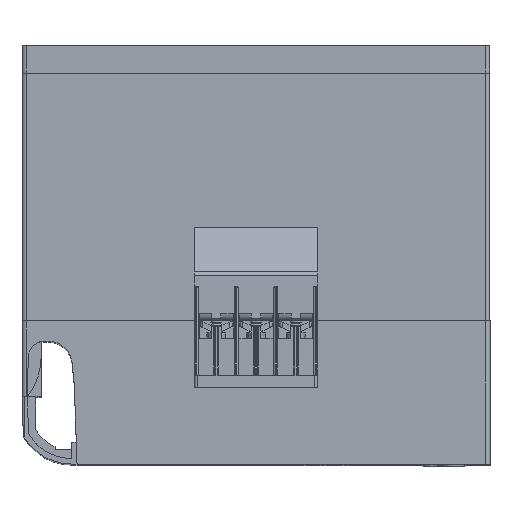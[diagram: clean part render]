
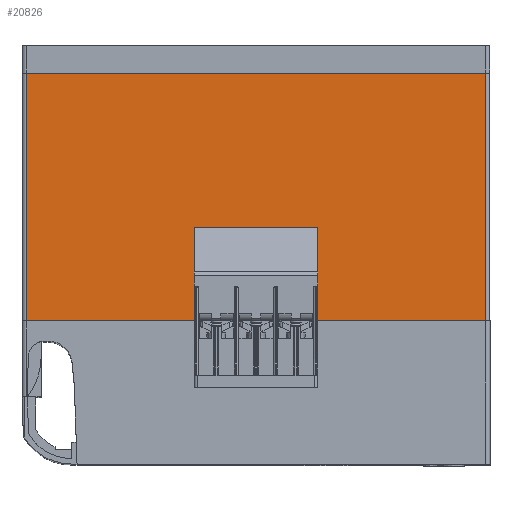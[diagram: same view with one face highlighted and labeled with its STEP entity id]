
A CAD part, top view. The second image highlights one B-rep face of the part: STEP entity #20826.
In plain terms, the highlighted planar face has unit normal (0, 0, 1).
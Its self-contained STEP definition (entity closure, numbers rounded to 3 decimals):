
#14192=EDGE_CURVE('',#20734,#16410,#41803,.T.);
#14298=VERTEX_POINT('',#41913);
#14950=EDGE_CURVE('',#21378,#26904,#42620,.T.);
#16212=EDGE_CURVE('',#17132,#33886,#43982,.T.);
#16298=EDGE_CURVE('',#14298,#16798,#44079,.T.);
#16410=VERTEX_POINT('',#44199);
#16798=VERTEX_POINT('',#44636);
#16894=VERTEX_POINT('',#44744);
#17132=VERTEX_POINT('',#45001);
#18860=EDGE_CURVE('',#28690,#33786,#46897,.T.);
#20400=EDGE_CURVE('',#16894,#28216,#48576,.T.);
#20734=VERTEX_POINT('',#48943);
#20826=ADVANCED_FACE('',(#49046,#49047),#49048,.T.);
#20950=EDGE_CURVE('',#22540,#29742,#49180,.T.);
#21378=VERTEX_POINT('',#49642);
#21620=EDGE_CURVE('',#16798,#30556,#49908,.T.);
#21744=EDGE_CURVE('',#31818,#29742,#50047,.T.);
#22540=VERTEX_POINT('',#50932);
#24352=VERTEX_POINT('',#52930);
#25886=EDGE_CURVE('',#39030,#24352,#54607,.T.);
#26708=EDGE_CURVE('',#24352,#28690,#55499,.T.);
#26904=VERTEX_POINT('',#55718);
#26924=EDGE_CURVE('',#33886,#20734,#55740,.T.);
#28216=VERTEX_POINT('',#57141);
#28292=VERTEX_POINT('',#57223);
#28690=VERTEX_POINT('',#57653);
#29742=VERTEX_POINT('',#58791);
#29888=EDGE_CURVE('',#33786,#39030,#58951,.T.);
#30556=VERTEX_POINT('',#59699);
#31620=EDGE_CURVE('',#28292,#31818,#60859,.T.);
#31688=EDGE_CURVE('',#30556,#22540,#60936,.T.);
#31818=VERTEX_POINT('',#61074);
#32722=EDGE_CURVE('',#16410,#41286,#62068,.T.);
#33786=VERTEX_POINT('',#63234);
#33886=VERTEX_POINT('',#63345);
#35760=EDGE_CURVE('',#26904,#17132,#65397,.T.);
#37324=EDGE_CURVE('',#21378,#28216,#67102,.T.);
#37536=EDGE_CURVE('',#41286,#14298,#67327,.T.);
#38048=EDGE_CURVE('',#16894,#28292,#67872,.T.);
#39030=VERTEX_POINT('',#68946);
#41286=VERTEX_POINT('',#71407);
#41803=LINE('',#72265,#72266);
#41913=CARTESIAN_POINT('',(18.9,-98.489,112.495));
#42620=LINE('',#73478,#73479);
#43982=LINE('',#75702,#75703);
#44079=LINE('',#75844,#75845);
#44199=CARTESIAN_POINT('',(-18.9,-87.6,112.495));
#44636=CARTESIAN_POINT('',(20.45,-98.489,112.495));
#44744=CARTESIAN_POINT('',(-83.495,-10.0,112.495));
#45001=CARTESIAN_POINT('',(-20.45,-99.989,112.495));
#46897=LINE('',#80163,#80164);
#48576=LINE('',#82759,#82760);
#48943=CARTESIAN_POINT('',(-18.9,-98.489,112.495));
#49046=FACE_BOUND('',#83469,.T.);
#49047=FACE_OUTER_BOUND('',#83470,.T.);
#49048=PLANE('',#83471);
#49180=LINE('',#83715,#83716);
#49642=CARTESIAN_POINT('',(-18.9,-100.0,112.495));
#49908=LINE('',#84867,#84868);
#50047=LINE('',#85096,#85097);
#50932=CARTESIAN_POINT('',(18.9,-99.989,112.495));
#52930=CARTESIAN_POINT('',(-22.5,-66.0,112.495));
#54607=LINE('',#92063,#92064);
#55499=LINE('',#93447,#93448);
#55718=CARTESIAN_POINT('',(-18.9,-99.989,112.495));
#55740=LINE('',#93877,#93878);
#57141=CARTESIAN_POINT('',(-83.495,-100.0,112.495));
#57223=CARTESIAN_POINT('',(83.495,-10.0,112.495));
#57653=CARTESIAN_POINT('',(22.5,-66.0,112.495));
#58791=CARTESIAN_POINT('',(18.9,-100.0,112.495));
#58951=LINE('',#99201,#99202);
#59699=CARTESIAN_POINT('',(20.45,-99.989,112.495));
#60859=LINE('',#102392,#102393);
#60936=LINE('',#102506,#102507);
#61074=CARTESIAN_POINT('',(83.495,-100.0,112.495));
#62068=LINE('',#104362,#104363);
#63234=CARTESIAN_POINT('',(22.5,-87.4,112.495));
#63345=CARTESIAN_POINT('',(-20.45,-98.489,112.495));
#65397=LINE('',#109671,#109672);
#67102=LINE('',#112579,#112580);
#67327=LINE('',#113024,#113025);
#67872=LINE('',#113845,#113846);
#68946=CARTESIAN_POINT('',(-22.5,-87.4,112.495));
#71407=CARTESIAN_POINT('',(18.9,-87.6,112.495));
#72265=CARTESIAN_POINT('',(-18.9,-43.8,112.495));
#72266=VECTOR('',#120306,1.0);
#73478=CARTESIAN_POINT('',(-18.9,-43.8,112.495));
#73479=VECTOR('',#121123,1.0);
#75702=CARTESIAN_POINT('',(-20.45,-48.829,112.495));
#75703=VECTOR('',#122478,1.0);
#75844=CARTESIAN_POINT('',(-37.573,-98.489,112.495));
#75845=VECTOR('',#122604,1.0);
#80163=CARTESIAN_POINT('',(22.5,-41.84,112.495));
#80164=VECTOR('',#126023,1.0);
#82759=CARTESIAN_POINT('',(-83.495,0.0,112.495));
#82760=VECTOR('',#127820,1.0);
#83469=EDGE_LOOP('',(#128336,#128337,#128338,#128339));
#83470=EDGE_LOOP('',(#128340,#128341,#128342,#128343,#128344,#128345,#128346,#128347,#128348,#128349,#128350,#128351,#128352,#128353,#128354,#128355));
#83471=AXIS2_PLACEMENT_3D('',#128356,#128357,#128358);
#83715=CARTESIAN_POINT('',(18.9,-50.25,112.495));
#83716=VECTOR('',#128477,1.0);
#84867=CARTESIAN_POINT('',(20.45,-48.829,112.495));
#84868=VECTOR('',#129206,1.0);
#85096=CARTESIAN_POINT('',(0.377,-100.0,112.495));
#85097=VECTOR('',#129370,1.0);
#92063=CARTESIAN_POINT('',(-22.5,-41.84,112.495));
#92064=VECTOR('',#134592,1.0);
#93447=CARTESIAN_POINT('',(-52.998,-66.0,112.495));
#93448=VECTOR('',#135516,1.0);
#93877=CARTESIAN_POINT('',(-51.973,-98.489,112.495));
#93878=VECTOR('',#135817,1.0);
#99201=CARTESIAN_POINT('',(-52.998,-87.4,112.495));
#99202=VECTOR('',#139121,1.0);
#102392=CARTESIAN_POINT('',(83.495,0.0,112.495));
#102393=VECTOR('',#141283,1.0);
#102506=CARTESIAN_POINT('',(-37.573,-99.989,112.495));
#102507=VECTOR('',#141382,1.0);
#104362=CARTESIAN_POINT('',(-30.798,-87.6,112.495));
#104363=VECTOR('',#142659,1.0);
#109671=CARTESIAN_POINT('',(-51.973,-99.989,112.495));
#109672=VECTOR('',#146208,1.0);
#112579=CARTESIAN_POINT('',(0.377,-100.0,112.495));
#112580=VECTOR('',#147984,1.0);
#113024=CARTESIAN_POINT('',(18.9,-50.25,112.495));
#113025=VECTOR('',#148165,1.0);
#113845=CARTESIAN_POINT('',(0.375,-10.0,112.495));
#113846=VECTOR('',#148647,1.0);
#120306=DIRECTION('',(0.0,1.0,-0.0));
#121123=DIRECTION('',(0.0,1.0,-0.0));
#122478=DIRECTION('',(0.0,1.0,0.0));
#122604=DIRECTION('',(1.0,0.0,0.0));
#126023=DIRECTION('',(0.0,-1.0,0.0));
#127820=DIRECTION('',(0.0,-1.0,0.0));
#128336=ORIENTED_EDGE('',*,*,#26708,.T.);
#128337=ORIENTED_EDGE('',*,*,#18860,.T.);
#128338=ORIENTED_EDGE('',*,*,#29888,.T.);
#128339=ORIENTED_EDGE('',*,*,#25886,.T.);
#128340=ORIENTED_EDGE('',*,*,#20950,.T.);
#128341=ORIENTED_EDGE('',*,*,#21744,.F.);
#128342=ORIENTED_EDGE('',*,*,#31620,.F.);
#128343=ORIENTED_EDGE('',*,*,#38048,.F.);
#128344=ORIENTED_EDGE('',*,*,#20400,.T.);
#128345=ORIENTED_EDGE('',*,*,#37324,.F.);
#128346=ORIENTED_EDGE('',*,*,#14950,.T.);
#128347=ORIENTED_EDGE('',*,*,#35760,.T.);
#128348=ORIENTED_EDGE('',*,*,#16212,.T.);
#128349=ORIENTED_EDGE('',*,*,#26924,.T.);
#128350=ORIENTED_EDGE('',*,*,#14192,.T.);
#128351=ORIENTED_EDGE('',*,*,#32722,.T.);
#128352=ORIENTED_EDGE('',*,*,#37536,.T.);
#128353=ORIENTED_EDGE('',*,*,#16298,.T.);
#128354=ORIENTED_EDGE('',*,*,#21620,.T.);
#128355=ORIENTED_EDGE('',*,*,#31688,.T.);
#128356=CARTESIAN_POINT('',(-83.495,0.0,112.495));
#128357=DIRECTION('',(0.0,0.0,1.0));
#128358=DIRECTION('',(-1.0,0.0,0.0));
#128477=DIRECTION('',(0.0,-1.0,0.0));
#129206=DIRECTION('',(0.0,-1.0,0.0));
#129370=DIRECTION('',(-1.0,0.0,0.0));
#134592=DIRECTION('',(0.0,1.0,0.0));
#135516=DIRECTION('',(1.0,0.0,0.0));
#135817=DIRECTION('',(1.0,0.0,0.0));
#139121=DIRECTION('',(-1.0,0.0,0.0));
#141283=DIRECTION('',(0.0,-1.0,0.0));
#141382=DIRECTION('',(-1.0,0.0,0.0));
#142659=DIRECTION('',(1.0,0.0,0.0));
#146208=DIRECTION('',(-1.0,0.0,0.0));
#147984=DIRECTION('',(-1.0,0.0,0.0));
#148165=DIRECTION('',(0.0,-1.0,0.0));
#148647=DIRECTION('',(1.0,0.0,-0.0));
